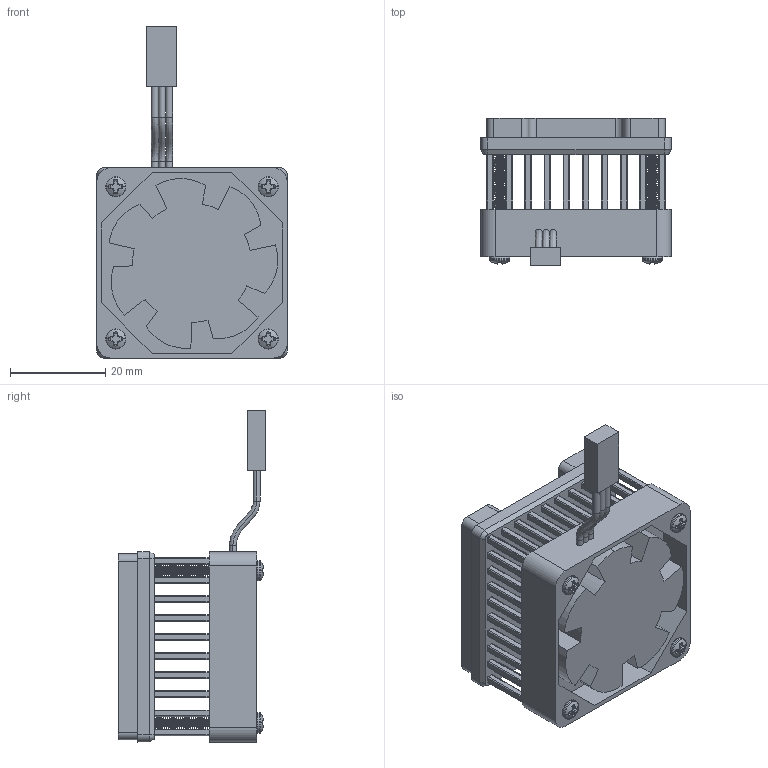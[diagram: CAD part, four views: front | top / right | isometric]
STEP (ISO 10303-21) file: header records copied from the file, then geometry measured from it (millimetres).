
FILE_DESCRIPTION (( 'STEP AP203' ), '1' );
FILE_NAME ('DMUA-WC-101-1.STEP', '2018-03-28T16:42:44', ( '' ), ( '' ), 'SwSTEP 2.0', 'SolidWorks 2016', '' );
FILE_SCHEMA (( 'CONFIG_CONTROL_DESIGN' ));
Length unit declared in the file: inch
Products named in the file (1): DMUA-WC-101-1
Bounding box: 40 x 30.97 x 69.8 mm (x, y, z)
Volume: 26724.5 mm3; surface area: 18380.4 mm2
Topology: 1 solids, 1 shells, 1664 faces, 4885 edges, 3246 vertices
Faces by surface type: cylinder 1051, plane 547, cone 28, torus 16, bspline 14, sphere 8
Entity records: 69110 total; most frequent: CARTESIAN_POINT 26704, ORIENTED_EDGE 9770, DIRECTION 8163, EDGE_CURVE 4885, VERTEX_POINT 3246, AXIS2_PLACEMENT_3D 2813, LINE 2537, VECTOR 2537
